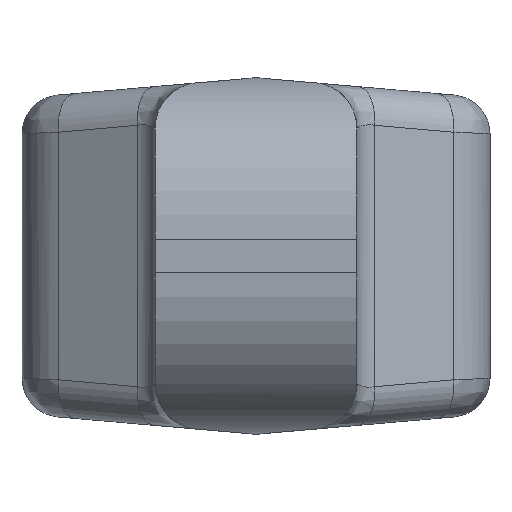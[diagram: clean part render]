
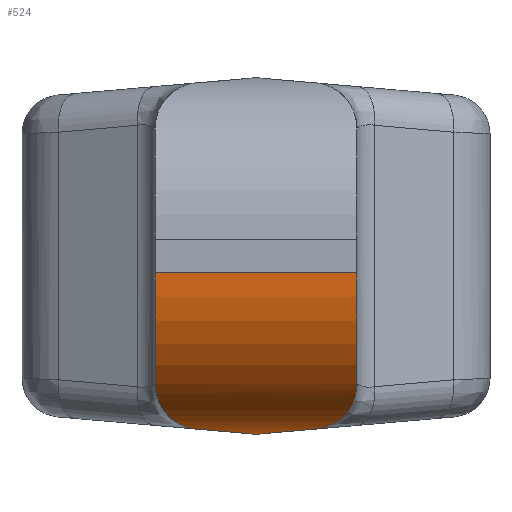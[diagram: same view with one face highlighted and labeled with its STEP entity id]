
A CAD part, left-side view. The second image highlights one B-rep face of the part: STEP entity #524.
In plain terms, the highlighted cylindrical face has radius 12.7 mm (diameter 25.4 mm), a partial arc.
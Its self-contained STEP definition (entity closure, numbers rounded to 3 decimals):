
#20 = CARTESIAN_POINT ( 'NONE',  ( -32.608, 7.504, -11.79 ) ) ;
#36 = VERTEX_POINT ( 'NONE', #3652 ) ;
#48 = CARTESIAN_POINT ( 'NONE',  ( -30.203, 6.281, -13.09 ) ) ;
#82 = CARTESIAN_POINT ( 'NONE',  ( -28.945, 5.26, -13.525 ) ) ;
#163 = VERTEX_POINT ( 'NONE', #2518 ) ;
#196 = CARTESIAN_POINT ( 'NONE',  ( -28.603, -4.691, -13.619 ) ) ;
#206 = CARTESIAN_POINT ( 'NONE',  ( -31.815, -7.168, -12.294 ) ) ;
#282 = CARTESIAN_POINT ( 'NONE',  ( -25.4, 0., -14.029 ) ) ;
#287 = CARTESIAN_POINT ( 'NONE',  ( -26.482, 0., -14.029 ) ) ;
#362 = B_SPLINE_CURVE_WITH_KNOTS ( 'NONE', 3,
 ( #3306, #2432, #3006, #1826, #20, #3318, #2452, #1544, #3670, #2417, #48, #645, #1494, #2137, #82, #1512, #1838, #1215 ),
 .UNSPECIFIED., .F., .F.,
 ( 4, 2, 2, 2, 2, 2, 2, 2, 4 ),
 ( 0., 0.002, 0.003, 0.004, 0.005, 0.006, 0.007, 0.008, 0.008 ),
 .UNSPECIFIED. ) ;
#457 = CARTESIAN_POINT ( 'NONE',  ( -28.603, 4.691, -13.619 ) ) ;
#481 = CARTESIAN_POINT ( 'NONE',  ( -28.744, -4.996, -13.582 ) ) ;
#487 = CYLINDRICAL_SURFACE ( 'NONE', #724, 12.7 ) ;
#507 = CARTESIAN_POINT ( 'NONE',  ( -29.419, -5.72, -13.379 ) ) ;
#524 = ADVANCED_FACE ( 'NONE', ( #728 ), #487, .T. ) ;
#532 = VERTEX_POINT ( 'NONE', #3666 ) ;
#591 = CARTESIAN_POINT ( 'NONE',  ( -25.4, 7.937, -1.329 ) ) ;
#623 = DIRECTION ( 'NONE',  ( 1., 0., 0. ) ) ;
#629 = VERTEX_POINT ( 'NONE', #3463 ) ;
#641 = CARTESIAN_POINT ( 'NONE',  ( -27.555, 1.572, -13.892 ) ) ;
#645 = CARTESIAN_POINT ( 'NONE',  ( -29.676, 5.916, -13.291 ) ) ;
#688 = ORIENTED_EDGE ( 'NONE', *, *, #3133, .T. ) ;
#697 = ORIENTED_EDGE ( 'NONE', *, *, #3344, .T. ) ;
#724 = AXIS2_PLACEMENT_3D ( 'NONE', #3621, #2438, #623 ) ;
#728 = FACE_OUTER_BOUND ( 'NONE', #3800, .T. ) ;
#751 = CIRCLE ( 'NONE', #2264, 12.7 ) ;
#1103 = CARTESIAN_POINT ( 'NONE',  ( -38.1, 18.447, -1.329 ) ) ;
#1112 = DIRECTION ( 'NONE',  ( 0., 1., 0. ) ) ;
#1119 =( BOUNDED_CURVE ( )  B_SPLINE_CURVE ( 3, ( #1798, #2733, #287, #2385 ),
 .UNSPECIFIED., .F., .T. ) 
 B_SPLINE_CURVE_WITH_KNOTS ( ( 4, 4 ),
 ( 2.887, 3.142 ),
 .UNSPECIFIED. ) 
 CURVE ( )  GEOMETRIC_REPRESENTATION_ITEM ( )  RATIONAL_B_SPLINE_CURVE ( ( 1., 0.995, 0.995, 1. ) ) 
 REPRESENTATION_ITEM ( '' )  );
#1179 = DIRECTION ( 'NONE',  ( 1., 0., 0. ) ) ;
#1215 = CARTESIAN_POINT ( 'NONE',  ( -28.603, 4.691, -13.619 ) ) ;
#1291 = B_SPLINE_CURVE_WITH_KNOTS ( 'NONE', 3,
 ( #196, #1375, #481, #2881, #3798, #507, #3492, #1678, #2579, #2610, #2569, #206, #3510, #3825, #1691, #1996, #3787, #3836 ),
 .UNSPECIFIED., .F., .F.,
 ( 4, 2, 2, 2, 2, 2, 2, 2, 4 ),
 ( 0., 0.001, 0.001, 0.002, 0.003, 0.004, 0.005, 0.006, 0.008 ),
 .UNSPECIFIED. ) ;
#1375 = CARTESIAN_POINT ( 'NONE',  ( -28.657, -4.854, -13.605 ) ) ;
#1494 = CARTESIAN_POINT ( 'NONE',  ( -29.416, 5.718, -13.38 ) ) ;
#1512 = CARTESIAN_POINT ( 'NONE',  ( -28.743, 4.994, -13.582 ) ) ;
#1544 = CARTESIAN_POINT ( 'NONE',  ( -31.279, 6.904, -12.591 ) ) ;
#1678 = CARTESIAN_POINT ( 'NONE',  ( -30.207, -6.284, -13.088 ) ) ;
#1691 = CARTESIAN_POINT ( 'NONE',  ( -32.88, -7.603, -11.598 ) ) ;
#1791 = CARTESIAN_POINT ( 'NONE',  ( -28.603, 4.691, -13.619 ) ) ;
#1798 = CARTESIAN_POINT ( 'NONE',  ( -28.603, -4.691, -13.619 ) ) ;
#1826 = CARTESIAN_POINT ( 'NONE',  ( -32.873, 7.6, -11.603 ) ) ;
#1838 = CARTESIAN_POINT ( 'NONE',  ( -28.657, 4.853, -13.605 ) ) ;
#1849 = EDGE_CURVE ( 'NONE', #532, #2285, #362, .T. ) ;
#1870 =( BOUNDED_CURVE ( )  B_SPLINE_CURVE ( 3, ( #282, #3314, #641, #1791 ),
 .UNSPECIFIED., .F., .F. ) 
 B_SPLINE_CURVE_WITH_KNOTS ( ( 4, 4 ),
 ( 0., 0.255 ),
 .UNSPECIFIED. ) 
 CURVE ( )  GEOMETRIC_REPRESENTATION_ITEM ( )  RATIONAL_B_SPLINE_CURVE ( ( 1., 0.995, 0.995, 1. ) ) 
 REPRESENTATION_ITEM ( '' )  );
#1996 = CARTESIAN_POINT ( 'NONE',  ( -33.65, -7.84, -11.007 ) ) ;
#2010 = CIRCLE ( 'NONE', #3164, 12.7 ) ;
#2030 = ORIENTED_EDGE ( 'NONE', *, *, #2870, .T. ) ;
#2072 = EDGE_CURVE ( 'NONE', #629, #2285, #1870, .T. ) ;
#2137 = CARTESIAN_POINT ( 'NONE',  ( -29.059, 5.38, -13.492 ) ) ;
#2264 = AXIS2_PLACEMENT_3D ( 'NONE', #2273, #2539, #3448 ) ;
#2273 = CARTESIAN_POINT ( 'NONE',  ( -25.4, -7.937, -1.329 ) ) ;
#2285 = VERTEX_POINT ( 'NONE', #457 ) ;
#2385 = CARTESIAN_POINT ( 'NONE',  ( -25.4, 0., -14.029 ) ) ;
#2417 = CARTESIAN_POINT ( 'NONE',  ( -30.473, 6.45, -12.976 ) ) ;
#2432 = CARTESIAN_POINT ( 'NONE',  ( -34.141, 7.937, -10.567 ) ) ;
#2438 = DIRECTION ( 'NONE',  ( 0., -1., 0. ) ) ;
#2452 = CARTESIAN_POINT ( 'NONE',  ( -31.813, 7.167, -12.296 ) ) ;
#2511 = VERTEX_POINT ( 'NONE', #2852 ) ;
#2518 = CARTESIAN_POINT ( 'NONE',  ( -28.603, -4.691, -13.619 ) ) ;
#2539 = DIRECTION ( 'NONE',  ( 0., 1., 0. ) ) ;
#2569 = CARTESIAN_POINT ( 'NONE',  ( -31.279, -6.904, -12.591 ) ) ;
#2579 = CARTESIAN_POINT ( 'NONE',  ( -30.474, -6.451, -12.975 ) ) ;
#2610 = CARTESIAN_POINT ( 'NONE',  ( -31.011, -6.761, -12.727 ) ) ;
#2726 = VECTOR ( 'NONE', #1112, 1000. ) ;
#2733 = CARTESIAN_POINT ( 'NONE',  ( -27.555, -1.572, -13.892 ) ) ;
#2829 = ORIENTED_EDGE ( 'NONE', *, *, #2850, .F. ) ;
#2833 = ORIENTED_EDGE ( 'NONE', *, *, #1849, .T. ) ;
#2837 = VERTEX_POINT ( 'NONE', #3641 ) ;
#2850 = EDGE_CURVE ( 'NONE', #163, #629, #1119, .T. ) ;
#2852 = CARTESIAN_POINT ( 'NONE',  ( -34.608, -7.937, -10.077 ) ) ;
#2870 = EDGE_CURVE ( 'NONE', #36, #532, #2010, .T. ) ;
#2881 = CARTESIAN_POINT ( 'NONE',  ( -28.948, -5.263, -13.524 ) ) ;
#2958 = DIRECTION ( 'NONE',  ( 0., -1., 0. ) ) ;
#2988 = LINE ( 'NONE', #1103, #2726 ) ;
#3006 = CARTESIAN_POINT ( 'NONE',  ( -33.649, 7.84, -11.007 ) ) ;
#3057 = EDGE_CURVE ( 'NONE', #2837, #36, #2988, .T. ) ;
#3133 = EDGE_CURVE ( 'NONE', #163, #2511, #1291, .T. ) ;
#3164 = AXIS2_PLACEMENT_3D ( 'NONE', #591, #2958, #1179 ) ;
#3258 = ORIENTED_EDGE ( 'NONE', *, *, #2072, .F. ) ;
#3306 = CARTESIAN_POINT ( 'NONE',  ( -34.608, 7.937, -10.077 ) ) ;
#3314 = CARTESIAN_POINT ( 'NONE',  ( -26.482, 0., -14.029 ) ) ;
#3318 = CARTESIAN_POINT ( 'NONE',  ( -32.079, 7.288, -12.136 ) ) ;
#3344 = EDGE_CURVE ( 'NONE', #2511, #2837, #751, .T. ) ;
#3448 = DIRECTION ( 'NONE',  ( 1., 0., 0. ) ) ;
#3463 = CARTESIAN_POINT ( 'NONE',  ( -25.4, 0., -14.029 ) ) ;
#3492 = CARTESIAN_POINT ( 'NONE',  ( -29.677, -5.917, -13.291 ) ) ;
#3510 = CARTESIAN_POINT ( 'NONE',  ( -32.083, -7.289, -12.134 ) ) ;
#3621 = CARTESIAN_POINT ( 'NONE',  ( -25.4, 18.447, -1.329 ) ) ;
#3641 = CARTESIAN_POINT ( 'NONE',  ( -38.1, -7.937, -1.329 ) ) ;
#3652 = CARTESIAN_POINT ( 'NONE',  ( -38.1, 7.937, -1.329 ) ) ;
#3656 = ORIENTED_EDGE ( 'NONE', *, *, #3057, .T. ) ;
#3666 = CARTESIAN_POINT ( 'NONE',  ( -34.608, 7.937, -10.077 ) ) ;
#3670 = CARTESIAN_POINT ( 'NONE',  ( -31.01, 6.761, -12.727 ) ) ;
#3787 = CARTESIAN_POINT ( 'NONE',  ( -34.14, -7.938, -10.569 ) ) ;
#3798 = CARTESIAN_POINT ( 'NONE',  ( -29.062, -5.383, -13.491 ) ) ;
#3800 = EDGE_LOOP ( 'NONE', ( #2030, #2833, #3258, #2829, #688, #697, #3656 ) ) ;
#3825 = CARTESIAN_POINT ( 'NONE',  ( -32.617, -7.507, -11.784 ) ) ;
#3836 = CARTESIAN_POINT ( 'NONE',  ( -34.608, -7.937, -10.077 ) ) ;
